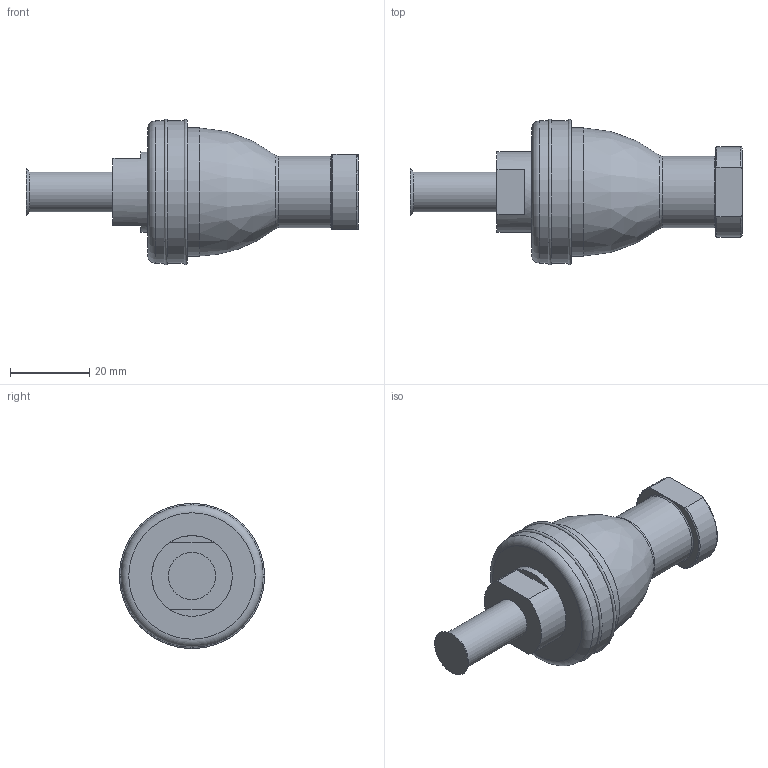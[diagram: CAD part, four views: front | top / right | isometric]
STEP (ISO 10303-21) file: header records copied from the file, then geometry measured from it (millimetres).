
FILE_DESCRIPTION( ( 'STEP AP203' ), '1' );
FILE_NAME( 'KF-22040(40).stp', '2019-01-03T10:32:23', ( '' ), ( '' ), ' ', 'PARTsolutions', ' ' );
FILE_SCHEMA( ( 'CONFIG_CONTROL_DESIGN' ) );
Length unit declared in the file: millimetre
Products named in the file (1): _KF-22040(40)
Bounding box: 84 x 36.8 x 36.8 mm (x, y, z)
Volume: 33330.1 mm3; surface area: 8305.6 mm2
Topology: 1 solids, 1 shells, 36 faces, 77 edges, 48 vertices
Faces by surface type: plane 13, cylinder 10, torus 9, cone 2, bspline 1, sphere 1
Full cylindrical faces by diameter (mm): 3.237 x1, 10.106 x2, 18 x1, 20.4 x1, 32.4 x1, 36 x2
Entity records: 981 total; most frequent: CARTESIAN_POINT 225, DIRECTION 154, ORIENTED_EDGE 114, AXIS2_PLACEMENT_3D 69, EDGE_LOOP 58, EDGE_CURVE 57, FACE_OUTER_BOUND 50, VERTEX_POINT 48
